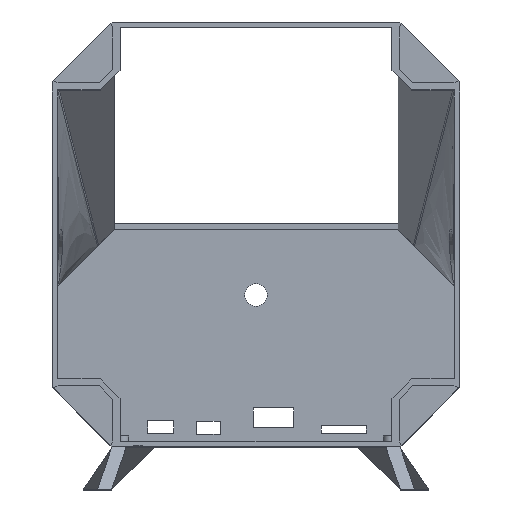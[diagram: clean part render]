
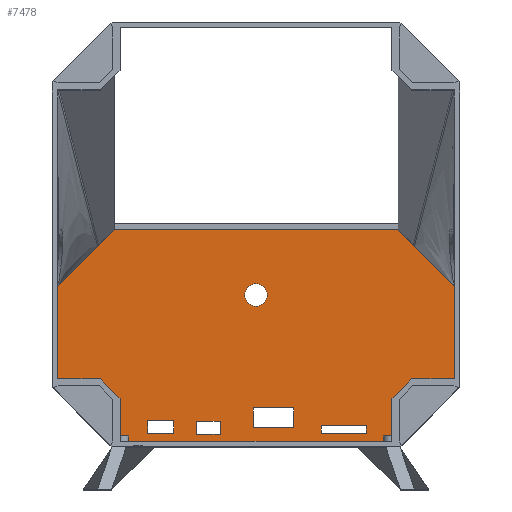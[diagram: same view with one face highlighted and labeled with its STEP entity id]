
A CAD part, top view. The second image highlights one B-rep face of the part: STEP entity #7478.
In plain terms, the highlighted planar face has unit normal (0, 0, 1).
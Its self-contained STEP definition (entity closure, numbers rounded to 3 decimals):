
#121=FACE_BOUND('',#1191,.T.);
#122=FACE_BOUND('',#1192,.T.);
#123=FACE_BOUND('',#1193,.T.);
#124=FACE_BOUND('',#1194,.T.);
#125=FACE_BOUND('',#1195,.T.);
#374=PLANE('',#7921);
#752=FACE_OUTER_BOUND('',#1190,.T.);
#1190=EDGE_LOOP('',(#6333,#6334,#6335,#6336,#6337,#6338,#6339,#6340,#6341,
#6342,#6343,#6344,#6345,#6346));
#1191=EDGE_LOOP('',(#6347,#6348,#6349,#6350));
#1192=EDGE_LOOP('',(#6351));
#1193=EDGE_LOOP('',(#6352,#6353,#6354,#6355));
#1194=EDGE_LOOP('',(#6356,#6357,#6358,#6359));
#1195=EDGE_LOOP('',(#6360,#6361,#6362,#6363));
#1404=CIRCLE('',#7919,4.);
#1451=LINE('',#10021,#2393);
#1486=LINE('',#10093,#2428);
#1488=LINE('',#10097,#2430);
#1490=LINE('',#10100,#2432);
#1492=LINE('',#10105,#2434);
#1494=LINE('',#10109,#2436);
#1497=LINE('',#10114,#2439);
#1499=LINE('',#10119,#2441);
#1501=LINE('',#10123,#2443);
#1503=LINE('',#10127,#2445);
#1505=LINE('',#10130,#2447);
#1507=LINE('',#10135,#2449);
#1509=LINE('',#10139,#2451);
#1511=LINE('',#10143,#2453);
#1513=LINE('',#10146,#2455);
#2109=LINE('',#12398,#3051);
#2110=LINE('',#12402,#3052);
#2111=LINE('',#12404,#3053);
#2112=LINE('',#12405,#3054);
#2113=LINE('',#12406,#3055);
#2114=LINE('',#12408,#3056);
#2115=LINE('',#12410,#3057);
#2116=LINE('',#12412,#3058);
#2117=LINE('',#12414,#3059);
#2118=LINE('',#12416,#3060);
#2119=LINE('',#12418,#3061);
#2120=LINE('',#12420,#3062);
#2121=LINE('',#12421,#3063);
#2393=VECTOR('',#8138,10.);
#2428=VECTOR('',#8179,10.);
#2430=VECTOR('',#8183,10.);
#2432=VECTOR('',#8187,10.);
#2434=VECTOR('',#8191,10.);
#2436=VECTOR('',#8195,10.);
#2439=VECTOR('',#8200,10.);
#2441=VECTOR('',#8204,10.);
#2443=VECTOR('',#8208,10.);
#2445=VECTOR('',#8212,10.);
#2447=VECTOR('',#8216,10.);
#2449=VECTOR('',#8220,10.);
#2451=VECTOR('',#8224,10.);
#2453=VECTOR('',#8228,10.);
#2455=VECTOR('',#8232,10.);
#3051=VECTOR('',#9318,10.);
#3052=VECTOR('',#9321,10.);
#3053=VECTOR('',#9322,10.);
#3054=VECTOR('',#9323,10.);
#3055=VECTOR('',#9324,10.);
#3056=VECTOR('',#9325,10.);
#3057=VECTOR('',#9326,10.);
#3058=VECTOR('',#9327,10.);
#3059=VECTOR('',#9328,10.);
#3060=VECTOR('',#9329,10.);
#3061=VECTOR('',#9330,10.);
#3062=VECTOR('',#9331,10.);
#3063=VECTOR('',#9332,10.);
#3335=VERTEX_POINT('',#10011);
#3336=VERTEX_POINT('',#10013);
#3338=VERTEX_POINT('',#10019);
#3339=VERTEX_POINT('',#10020);
#3373=VERTEX_POINT('',#10092);
#3374=VERTEX_POINT('',#10096);
#3375=VERTEX_POINT('',#10102);
#3376=VERTEX_POINT('',#10104);
#3377=VERTEX_POINT('',#10108);
#3378=VERTEX_POINT('',#10112);
#3379=VERTEX_POINT('',#10116);
#3380=VERTEX_POINT('',#10118);
#3381=VERTEX_POINT('',#10122);
#3382=VERTEX_POINT('',#10126);
#3383=VERTEX_POINT('',#10132);
#3384=VERTEX_POINT('',#10134);
#3385=VERTEX_POINT('',#10138);
#3386=VERTEX_POINT('',#10142);
#3825=VERTEX_POINT('',#12394);
#3826=VERTEX_POINT('',#12400);
#3827=VERTEX_POINT('',#12401);
#3828=VERTEX_POINT('',#12403);
#3829=VERTEX_POINT('',#12407);
#3830=VERTEX_POINT('',#12409);
#3831=VERTEX_POINT('',#12411);
#3832=VERTEX_POINT('',#12413);
#3833=VERTEX_POINT('',#12415);
#3834=VERTEX_POINT('',#12417);
#3835=VERTEX_POINT('',#12419);
#4018=EDGE_CURVE('',#3338,#3339,#1451,.T.);
#4054=EDGE_CURVE('',#3373,#3338,#1486,.T.);
#4056=EDGE_CURVE('',#3374,#3373,#1488,.T.);
#4058=EDGE_CURVE('',#3339,#3374,#1490,.T.);
#4060=EDGE_CURVE('',#3376,#3375,#1492,.T.);
#4062=EDGE_CURVE('',#3377,#3376,#1494,.T.);
#4065=EDGE_CURVE('',#3375,#3378,#1497,.T.);
#4067=EDGE_CURVE('',#3380,#3379,#1499,.T.);
#4069=EDGE_CURVE('',#3381,#3380,#1501,.T.);
#4071=EDGE_CURVE('',#3382,#3381,#1503,.T.);
#4073=EDGE_CURVE('',#3379,#3382,#1505,.T.);
#4075=EDGE_CURVE('',#3384,#3383,#1507,.T.);
#4077=EDGE_CURVE('',#3385,#3384,#1509,.T.);
#4079=EDGE_CURVE('',#3386,#3385,#1511,.T.);
#4081=EDGE_CURVE('',#3383,#3386,#1513,.T.);
#4725=EDGE_CURVE('',#3825,#3825,#1404,.T.);
#4726=EDGE_CURVE('',#3378,#3377,#2109,.T.);
#4727=EDGE_CURVE('',#3826,#3827,#2110,.T.);
#4728=EDGE_CURVE('',#3827,#3828,#2111,.T.);
#4729=EDGE_CURVE('',#3828,#3336,#2112,.T.);
#4730=EDGE_CURVE('',#3336,#3335,#2113,.T.);
#4731=EDGE_CURVE('',#3336,#3829,#2114,.T.);
#4732=EDGE_CURVE('',#3829,#3830,#2115,.T.);
#4733=EDGE_CURVE('',#3829,#3831,#2116,.T.);
#4734=EDGE_CURVE('',#3831,#3832,#2117,.T.);
#4735=EDGE_CURVE('',#3832,#3833,#2118,.T.);
#4736=EDGE_CURVE('',#3833,#3834,#2119,.T.);
#4737=EDGE_CURVE('',#3834,#3835,#2120,.T.);
#4738=EDGE_CURVE('',#3835,#3826,#2121,.T.);
#6333=ORIENTED_EDGE('',*,*,#4727,.T.);
#6334=ORIENTED_EDGE('',*,*,#4728,.T.);
#6335=ORIENTED_EDGE('',*,*,#4729,.T.);
#6336=ORIENTED_EDGE('',*,*,#4730,.T.);
#6337=ORIENTED_EDGE('',*,*,#4730,.F.);
#6338=ORIENTED_EDGE('',*,*,#4731,.T.);
#6339=ORIENTED_EDGE('',*,*,#4732,.T.);
#6340=ORIENTED_EDGE('',*,*,#4732,.F.);
#6341=ORIENTED_EDGE('',*,*,#4733,.T.);
#6342=ORIENTED_EDGE('',*,*,#4734,.T.);
#6343=ORIENTED_EDGE('',*,*,#4735,.T.);
#6344=ORIENTED_EDGE('',*,*,#4736,.T.);
#6345=ORIENTED_EDGE('',*,*,#4737,.T.);
#6346=ORIENTED_EDGE('',*,*,#4738,.T.);
#6347=ORIENTED_EDGE('',*,*,#4058,.T.);
#6348=ORIENTED_EDGE('',*,*,#4056,.T.);
#6349=ORIENTED_EDGE('',*,*,#4054,.T.);
#6350=ORIENTED_EDGE('',*,*,#4018,.T.);
#6351=ORIENTED_EDGE('',*,*,#4725,.T.);
#6352=ORIENTED_EDGE('',*,*,#4081,.T.);
#6353=ORIENTED_EDGE('',*,*,#4079,.T.);
#6354=ORIENTED_EDGE('',*,*,#4077,.T.);
#6355=ORIENTED_EDGE('',*,*,#4075,.T.);
#6356=ORIENTED_EDGE('',*,*,#4073,.T.);
#6357=ORIENTED_EDGE('',*,*,#4071,.T.);
#6358=ORIENTED_EDGE('',*,*,#4069,.T.);
#6359=ORIENTED_EDGE('',*,*,#4067,.T.);
#6360=ORIENTED_EDGE('',*,*,#4065,.T.);
#6361=ORIENTED_EDGE('',*,*,#4726,.T.);
#6362=ORIENTED_EDGE('',*,*,#4062,.T.);
#6363=ORIENTED_EDGE('',*,*,#4060,.T.);
#7478=ADVANCED_FACE('',(#752,#121,#122,#123,#124,#125),#374,.T.);
#7919=AXIS2_PLACEMENT_3D('',#12396,#9314,#9315);
#7921=AXIS2_PLACEMENT_3D('',#12399,#9319,#9320);
#8138=DIRECTION('',(0.,-1.,0.));
#8179=DIRECTION('',(1.,0.,0.));
#8183=DIRECTION('',(0.,1.,0.));
#8187=DIRECTION('',(-1.,0.,0.));
#8191=DIRECTION('',(1.,0.,0.));
#8195=DIRECTION('',(0.,1.,0.));
#8200=DIRECTION('',(0.,-1.,0.));
#8204=DIRECTION('',(0.,-1.,0.));
#8208=DIRECTION('',(1.,0.,0.));
#8212=DIRECTION('',(0.,1.,0.));
#8216=DIRECTION('',(-1.,0.,0.));
#8220=DIRECTION('',(0.,1.,0.));
#8224=DIRECTION('',(-1.,0.,0.));
#8228=DIRECTION('',(0.,-1.,0.));
#8232=DIRECTION('',(1.,0.,0.));
#9314=DIRECTION('center_axis',(0.,0.,-1.));
#9315=DIRECTION('ref_axis',(1.,0.,0.));
#9318=DIRECTION('',(-1.,0.,0.));
#9319=DIRECTION('center_axis',(0.,0.,1.));
#9320=DIRECTION('ref_axis',(1.,0.,0.));
#9321=DIRECTION('',(0.,-1.,0.));
#9322=DIRECTION('',(0.707,-0.707,0.));
#9323=DIRECTION('',(1.,0.,0.));
#9324=DIRECTION('',(0.,1.,0.));
#9325=DIRECTION('',(1.,0.,0.));
#9326=DIRECTION('',(0.,1.,0.));
#9327=DIRECTION('',(1.,0.,0.));
#9328=DIRECTION('',(0.707,0.707,0.));
#9329=DIRECTION('',(0.,1.,0.));
#9330=DIRECTION('',(-0.707,0.707,0.));
#9331=DIRECTION('',(-1.,0.,0.));
#9332=DIRECTION('',(-0.707,-0.707,0.));
#10011=CARTESIAN_POINT('',(-47.5,-75.,-129.));
#10013=CARTESIAN_POINT('',(-47.5,-77.,-129.));
#10019=CARTESIAN_POINT('',(-29.,-69.459,-129.));
#10020=CARTESIAN_POINT('',(-29.,-74.,-129.));
#10021=CARTESIAN_POINT('',(-29.,-56.75,-129.));
#10092=CARTESIAN_POINT('',(-38.278,-69.459,-129.));
#10093=CARTESIAN_POINT('',(-14.5,-69.459,-129.));
#10096=CARTESIAN_POINT('',(-38.278,-74.,-129.));
#10097=CARTESIAN_POINT('',(-38.278,-69.459,-129.));
#10100=CARTESIAN_POINT('',(-15.,-74.,-129.));
#10102=CARTESIAN_POINT('',(39.,-71.268,-129.));
#10104=CARTESIAN_POINT('',(23.021,-71.268,-129.));
#10105=CARTESIAN_POINT('',(22.,-71.268,-129.));
#10108=CARTESIAN_POINT('',(23.021,-74.,-129.));
#10109=CARTESIAN_POINT('',(23.021,-74.,-129.));
#10112=CARTESIAN_POINT('',(39.,-74.,-129.));
#10114=CARTESIAN_POINT('',(39.,-57.75,-129.));
#10116=CARTESIAN_POINT('',(-12.647,-74.383,-129.));
#10118=CARTESIAN_POINT('',(-12.647,-69.696,-129.));
#10119=CARTESIAN_POINT('',(-12.647,-74.383,-129.));
#10122=CARTESIAN_POINT('',(-21.,-69.696,-129.));
#10123=CARTESIAN_POINT('',(-23.,-69.696,-129.));
#10126=CARTESIAN_POINT('',(-21.,-74.383,-129.));
#10127=CARTESIAN_POINT('',(-21.,-74.383,-129.));
#10130=CARTESIAN_POINT('',(-23.,-74.383,-129.));
#10132=CARTESIAN_POINT('',(-1.,-65.,-129.));
#10134=CARTESIAN_POINT('',(-1.,-72.,-129.));
#10135=CARTESIAN_POINT('',(-1.,-65.,-129.));
#10138=CARTESIAN_POINT('',(13.31,-72.,-129.));
#10139=CARTESIAN_POINT('',(-3.,-72.,-129.));
#10142=CARTESIAN_POINT('',(13.31,-65.,-129.));
#10143=CARTESIAN_POINT('',(13.31,-65.,-129.));
#10146=CARTESIAN_POINT('',(7.5,-65.,-129.));
#12394=CARTESIAN_POINT('',(-4.,-25.156,-129.));
#12396=CARTESIAN_POINT('Origin',(0.,-25.156,-129.));
#12398=CARTESIAN_POINT('',(39.,-74.,-129.));
#12399=CARTESIAN_POINT('Origin',(0.,-39.5,-129.));
#12400=CARTESIAN_POINT('',(-70.,-22.,-129.));
#12401=CARTESIAN_POINT('',(-70.,-57.,-129.));
#12402=CARTESIAN_POINT('',(-70.,-48.25,-129.));
#12403=CARTESIAN_POINT('',(-50.,-77.,-129.));
#12404=CARTESIAN_POINT('',(-46.875,-80.125,-129.));
#12405=CARTESIAN_POINT('',(25.,-77.,-129.));
#12406=CARTESIAN_POINT('',(-47.5,-77.,-129.));
#12407=CARTESIAN_POINT('',(47.5,-77.,-129.));
#12408=CARTESIAN_POINT('',(25.,-77.,-129.));
#12409=CARTESIAN_POINT('',(47.5,-75.,-129.));
#12410=CARTESIAN_POINT('',(47.5,-77.,-129.));
#12411=CARTESIAN_POINT('',(50.,-77.,-129.));
#12412=CARTESIAN_POINT('',(25.,-77.,-129.));
#12413=CARTESIAN_POINT('',(70.,-57.,-129.));
#12414=CARTESIAN_POINT('',(56.875,-70.125,-129.));
#12415=CARTESIAN_POINT('',(70.,-22.,-129.));
#12416=CARTESIAN_POINT('',(70.,-30.75,-129.));
#12417=CARTESIAN_POINT('',(50.,-2.,-129.));
#12418=CARTESIAN_POINT('',(46.875,1.125,-129.));
#12419=CARTESIAN_POINT('',(-50.,-2.,-129.));
#12420=CARTESIAN_POINT('',(-25.,-2.,-129.));
#12421=CARTESIAN_POINT('',(-56.875,-8.875,-129.));
